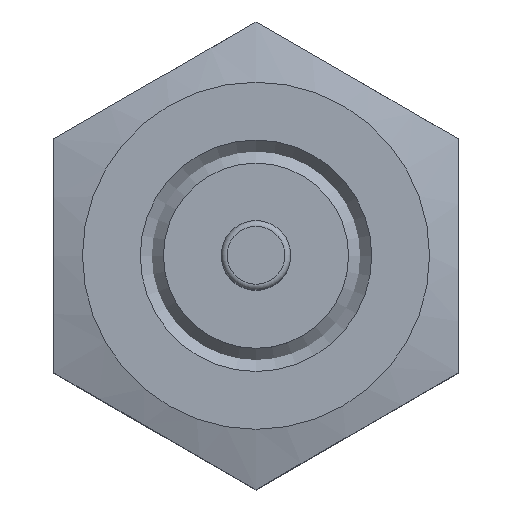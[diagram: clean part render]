
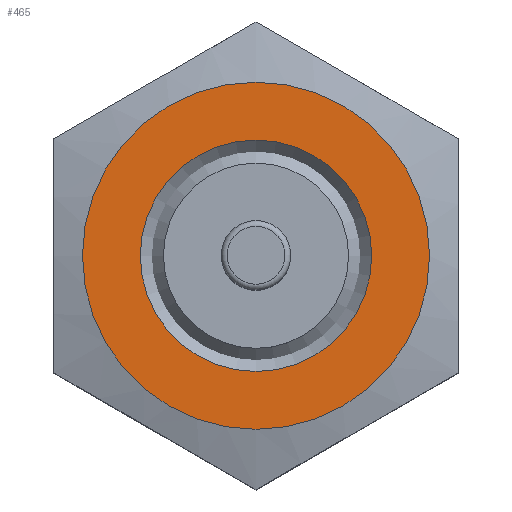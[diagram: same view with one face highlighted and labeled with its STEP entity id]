
A CAD part, top view. The second image highlights one B-rep face of the part: STEP entity #465.
In plain terms, the highlighted planar face has unit normal (0, 0, 1).
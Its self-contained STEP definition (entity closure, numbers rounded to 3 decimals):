
#62=PLANE('',#541);
#192=ORIENTED_EDGE('',*,*,#272,.T.);
#193=ORIENTED_EDGE('',*,*,#265,.F.);
#265=EDGE_CURVE('',#313,#313,#341,.T.);
#272=EDGE_CURVE('',#320,#320,#342,.T.);
#313=VERTEX_POINT('',#807);
#320=VERTEX_POINT('',#842);
#341=CIRCLE('',#540,3.);
#342=CIRCLE('',#542,2.);
#376=EDGE_LOOP('',(#192));
#377=EDGE_LOOP('',(#193));
#422=FACE_BOUND('',#376,.T.);
#423=FACE_BOUND('',#377,.T.);
#465=ADVANCED_FACE('',(#422,#423),#62,.T.);
#540=AXIS2_PLACEMENT_3D('',#806,#652,#653);
#541=AXIS2_PLACEMENT_3D('',#840,#654,#655);
#542=AXIS2_PLACEMENT_3D('',#841,#656,#657);
#652=DIRECTION('',(0.,0.,-1.));
#653=DIRECTION('',(-1.,0.,0.));
#654=DIRECTION('',(0.,0.,1.));
#655=DIRECTION('',(1.,0.,0.));
#656=DIRECTION('',(0.,0.,-1.));
#657=DIRECTION('',(-1.,0.,0.));
#806=CARTESIAN_POINT('',(0.,0.,0.));
#807=CARTESIAN_POINT('',(-3.,0.,0.));
#840=CARTESIAN_POINT('',(0.,3.,0.));
#841=CARTESIAN_POINT('',(0.,0.,0.));
#842=CARTESIAN_POINT('',(-2.,0.,0.));
